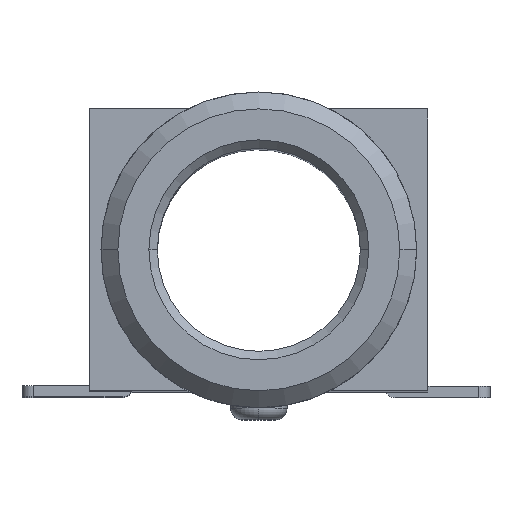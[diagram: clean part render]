
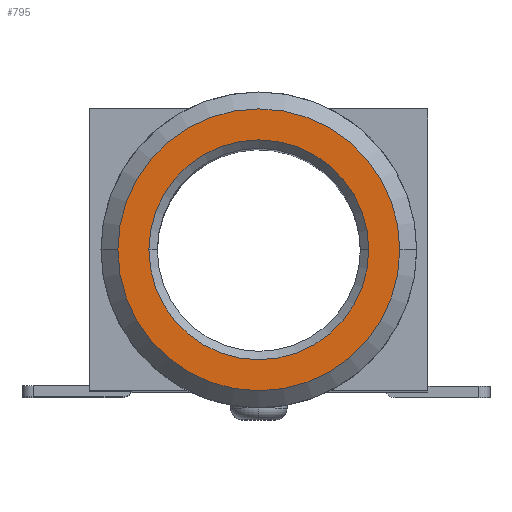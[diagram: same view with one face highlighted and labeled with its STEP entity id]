
A CAD part, top view. The second image highlights one B-rep face of the part: STEP entity #795.
In plain terms, the highlighted planar face has unit normal (0, 0, 1).
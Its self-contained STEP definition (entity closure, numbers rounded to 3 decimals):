
#639 = VERTEX_POINT ( 'NONE', #2439 ) ;
#641 = VERTEX_POINT ( 'NONE', #2521 ) ;
#795 = ADVANCED_FACE ( 'NONE', ( #2977, #2976 ), #2948, .T. ) ;
#1011 = EDGE_CURVE ( 'NONE', #641, #639, #3285, .T. ) ;
#1017 = EDGE_CURVE ( 'NONE', #1018, #1019, #3589, .T. ) ;
#1018 = VERTEX_POINT ( 'NONE', #3491 ) ;
#1019 = VERTEX_POINT ( 'NONE', #3490 ) ;
#1125 = ORIENTED_EDGE ( 'NONE', *, *, #1126, .T. ) ;
#1126 = EDGE_CURVE ( 'NONE', #1019, #1018, #3817, .T. ) ;
#1167 = ORIENTED_EDGE ( 'NONE', *, *, #1017, .T. ) ;
#1193 = EDGE_LOOP ( 'NONE', ( #1194, #1195 ) ) ;
#1194 = ORIENTED_EDGE ( 'NONE', *, *, #1011, .T. ) ;
#1195 = ORIENTED_EDGE ( 'NONE', *, *, #1196, .T. ) ;
#1196 = EDGE_CURVE ( 'NONE', #639, #641, #3845, .T. ) ;
#1197 = EDGE_LOOP ( 'NONE', ( #1125, #1167 ) ) ;
#2439 = CARTESIAN_POINT ( 'NONE',  ( -1.95, 2.5, 1.2 ) ) ;
#2521 = CARTESIAN_POINT ( 'NONE',  ( 1.95, 2.5, 1.2 ) ) ;
#2944 = DIRECTION ( 'NONE',  ( 1., 0., 0. ) ) ;
#2945 = DIRECTION ( 'NONE',  ( 0., 0., 1. ) ) ;
#2946 = CARTESIAN_POINT ( 'NONE',  ( 0., 2.5, 1.2 ) ) ;
#2947 = AXIS2_PLACEMENT_3D ( 'NONE', #2946, #2945, #2944 ) ;
#2948 = PLANE ( 'NONE',  #2947 ) ;
#2976 = FACE_OUTER_BOUND ( 'NONE', #1197, .T. ) ;
#2977 = FACE_BOUND ( 'NONE', #1193, .T. ) ;
#3281 = DIRECTION ( 'NONE',  ( 1., 0., 0. ) ) ;
#3282 = DIRECTION ( 'NONE',  ( 0., 0., -1. ) ) ;
#3283 = CARTESIAN_POINT ( 'NONE',  ( 0., 2.5, 1.2 ) ) ;
#3284 = AXIS2_PLACEMENT_3D ( 'NONE', #3283, #3282, #3281 ) ;
#3285 = CIRCLE ( 'NONE', #3284, 1.95 ) ;
#3490 = CARTESIAN_POINT ( 'NONE',  ( -2.5, 2.5, 1.2 ) ) ;
#3491 = CARTESIAN_POINT ( 'NONE',  ( 2.5, 2.5, 1.2 ) ) ;
#3492 = DIRECTION ( 'NONE',  ( 1., 0., 0. ) ) ;
#3493 = DIRECTION ( 'NONE',  ( 0., 0., 1. ) ) ;
#3494 = CARTESIAN_POINT ( 'NONE',  ( 0., 2.5, 1.2 ) ) ;
#3589 = CIRCLE ( 'NONE', #3593, 2.5 ) ;
#3593 = AXIS2_PLACEMENT_3D ( 'NONE', #3494, #3493, #3492 ) ;
#3813 = DIRECTION ( 'NONE',  ( 1., 0., 0. ) ) ;
#3814 = DIRECTION ( 'NONE',  ( 0., 0., 1. ) ) ;
#3815 = CARTESIAN_POINT ( 'NONE',  ( 0., 2.5, 1.2 ) ) ;
#3816 = AXIS2_PLACEMENT_3D ( 'NONE', #3815, #3814, #3813 ) ;
#3817 = CIRCLE ( 'NONE', #3816, 2.5 ) ;
#3841 = DIRECTION ( 'NONE',  ( 1., 0., 0. ) ) ;
#3842 = DIRECTION ( 'NONE',  ( 0., 0., -1. ) ) ;
#3843 = CARTESIAN_POINT ( 'NONE',  ( 0., 2.5, 1.2 ) ) ;
#3844 = AXIS2_PLACEMENT_3D ( 'NONE', #3843, #3842, #3841 ) ;
#3845 = CIRCLE ( 'NONE', #3844, 1.95 ) ;
